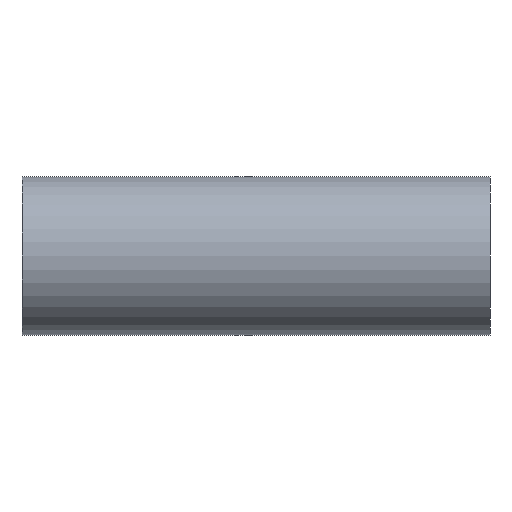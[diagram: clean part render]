
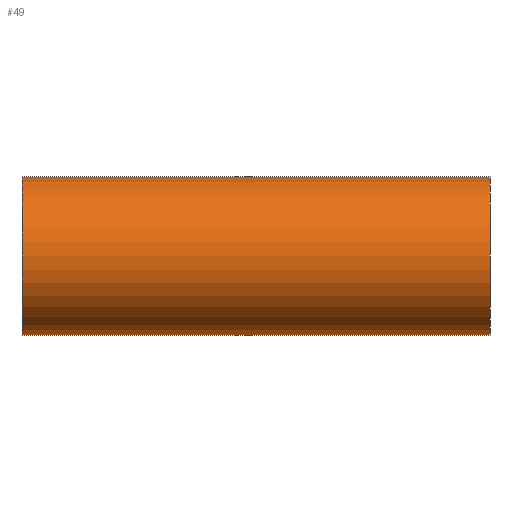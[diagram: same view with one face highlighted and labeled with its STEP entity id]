
A CAD part, left-side view. The second image highlights one B-rep face of the part: STEP entity #49.
In plain terms, the highlighted cylindrical face has radius 11 mm (diameter 22 mm), a partial arc.
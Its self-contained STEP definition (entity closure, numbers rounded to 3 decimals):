
#11 = AXIS2_PLACEMENT_3D ( 'NONE', #174, #41, #249 ) ;
#14 = LINE ( 'NONE', #92, #65 ) ;
#18 = CARTESIAN_POINT ( 'NONE',  ( 0., 0., 11. ) ) ;
#20 = CARTESIAN_POINT ( 'NONE',  ( 0., 0., 0. ) ) ;
#22 = CIRCLE ( 'NONE', #165, 11. ) ;
#27 = CARTESIAN_POINT ( 'NONE',  ( 0., 65., 11. ) ) ;
#32 = VERTEX_POINT ( 'NONE', #246 ) ;
#41 = DIRECTION ( 'NONE',  ( 0., -1., 0. ) ) ;
#46 = DIRECTION ( 'NONE',  ( 0., 0., 1. ) ) ;
#49 = ADVANCED_FACE ( 'NONE', ( #173 ), #93, .T. ) ;
#54 = ORIENTED_EDGE ( 'NONE', *, *, #117, .T. ) ;
#60 = VERTEX_POINT ( 'NONE', #18 ) ;
#65 = VECTOR ( 'NONE', #247, 1000. ) ;
#67 = CARTESIAN_POINT ( 'NONE',  ( 0., 65., 11. ) ) ;
#72 = ORIENTED_EDGE ( 'NONE', *, *, #148, .F. ) ;
#76 = ORIENTED_EDGE ( 'NONE', *, *, #167, .T. ) ;
#78 = VERTEX_POINT ( 'NONE', #192 ) ;
#90 = CIRCLE ( 'NONE', #190, 11. ) ;
#92 = CARTESIAN_POINT ( 'NONE',  ( 0., 65., -11. ) ) ;
#93 = CYLINDRICAL_SURFACE ( 'NONE', #11, 11. ) ;
#97 = DIRECTION ( 'NONE',  ( 0., -1., 0. ) ) ;
#100 = VECTOR ( 'NONE', #97, 1000. ) ;
#112 = ORIENTED_EDGE ( 'NONE', *, *, #208, .F. ) ;
#114 = DIRECTION ( 'NONE',  ( 0., 1., 0. ) ) ;
#115 = DIRECTION ( 'NONE',  ( 0., 0., 1. ) ) ;
#117 = EDGE_CURVE ( 'NONE', #32, #78, #14, .T. ) ;
#123 = EDGE_LOOP ( 'NONE', ( #72, #112, #54, #76 ) ) ;
#132 = VERTEX_POINT ( 'NONE', #67 ) ;
#148 = EDGE_CURVE ( 'NONE', #132, #60, #218, .T. ) ;
#165 = AXIS2_PLACEMENT_3D ( 'NONE', #20, #182, #46 ) ;
#167 = EDGE_CURVE ( 'NONE', #78, #60, #22, .T. ) ;
#173 = FACE_OUTER_BOUND ( 'NONE', #123, .T. ) ;
#174 = CARTESIAN_POINT ( 'NONE',  ( 0., 65., 0. ) ) ;
#180 = CARTESIAN_POINT ( 'NONE',  ( 0., 65., 0. ) ) ;
#182 = DIRECTION ( 'NONE',  ( 0., 1., 0. ) ) ;
#190 = AXIS2_PLACEMENT_3D ( 'NONE', #180, #114, #115 ) ;
#192 = CARTESIAN_POINT ( 'NONE',  ( 0., 0., -11. ) ) ;
#208 = EDGE_CURVE ( 'NONE', #32, #132, #90, .T. ) ;
#218 = LINE ( 'NONE', #27, #100 ) ;
#246 = CARTESIAN_POINT ( 'NONE',  ( 0., 65., -11. ) ) ;
#247 = DIRECTION ( 'NONE',  ( 0., -1., 0. ) ) ;
#249 = DIRECTION ( 'NONE',  ( 0., 0., -1. ) ) ;
